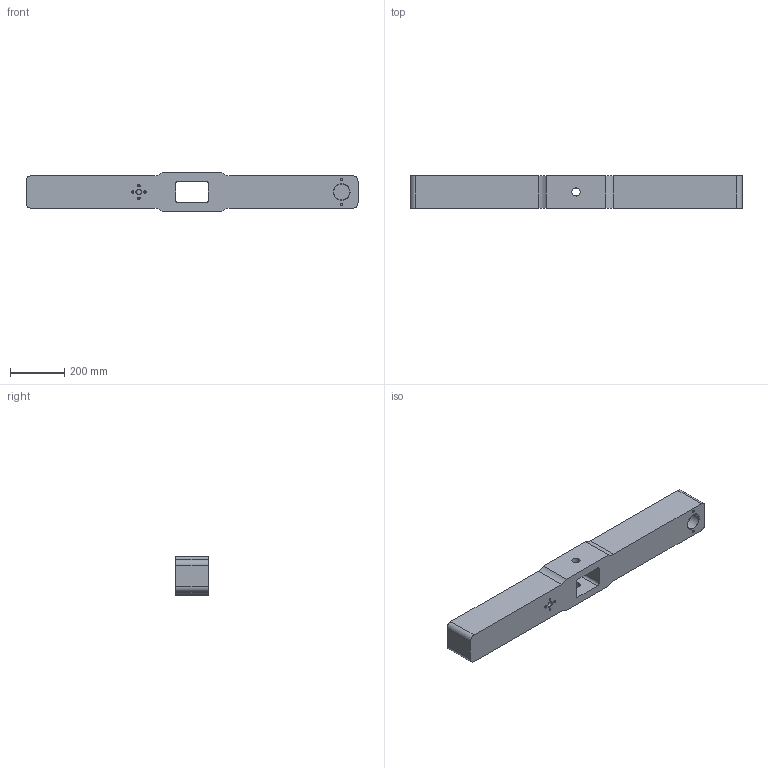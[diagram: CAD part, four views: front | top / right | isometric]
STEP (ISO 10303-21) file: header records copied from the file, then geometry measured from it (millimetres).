
FILE_DESCRIPTION((''),'2;1');
FILE_NAME('HINGE','2018-02-09T',('Harry'),(''),'CREO PARAMETRIC BY PTC INC, 2014440','CREO PARAMETRIC BY PTC INC, 2014440','');
FILE_SCHEMA(('CONFIG_CONTROL_DESIGN'));
Length unit declared in the file: millimetre
Products named in the file (1): HINGE
Bounding box: 1220 x 120 x 140 mm (x, y, z)
Volume: 16775910.7 mm3; surface area: 664215.1 mm2
Topology: 1 solids, 1 shells, 74 faces, 172 edges, 108 vertices
Faces by surface type: cylinder 32, plane 22, cone 20
Entity records: 2170 total; most frequent: DIRECTION 404, CARTESIAN_POINT 354, ORIENTED_EDGE 344, EDGE_CURVE 172, AXIS2_PLACEMENT_3D 158, VERTEX_POINT 108, VECTOR 88, LINE 88
